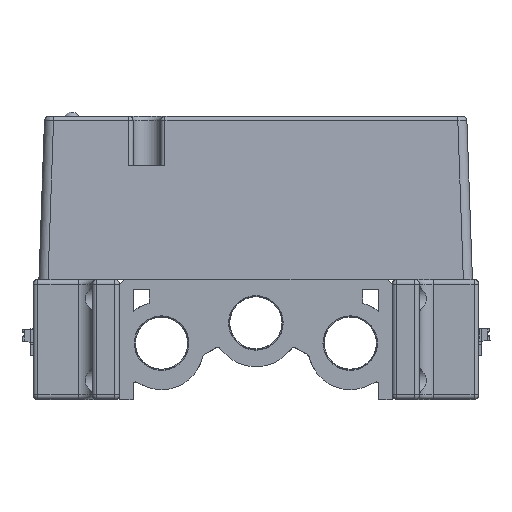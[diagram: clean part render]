
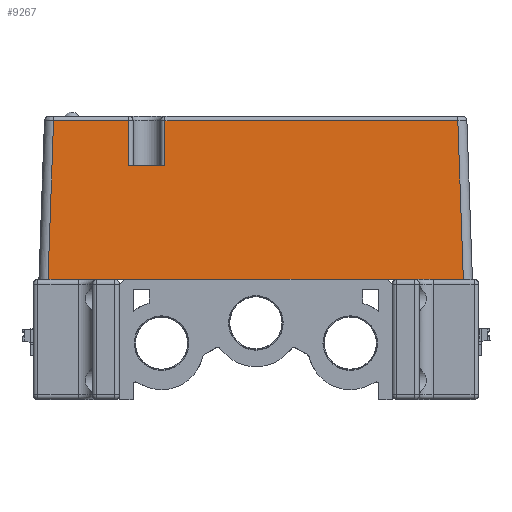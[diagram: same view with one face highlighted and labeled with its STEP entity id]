
A CAD part, front view. The second image highlights one B-rep face of the part: STEP entity #9267.
In plain terms, the highlighted planar face has unit normal (0, -0.999, 0.035).
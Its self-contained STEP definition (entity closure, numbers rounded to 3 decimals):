
#2752=FACE_OUTER_BOUND('',#25909,.T.);
#9267=ADVANCED_FACE('',(#2752),#15907,.T.);
#15907=PLANE('',#136189);
#25909=EDGE_LOOP('',(#35902,#35903,#35904,#35905,#35906,#35907,#35908,#35909,
#35910,#35911));
#35902=ORIENTED_EDGE('',*,*,#86883,.T.);
#35903=ORIENTED_EDGE('',*,*,#86884,.T.);
#35904=ORIENTED_EDGE('',*,*,#86885,.T.);
#35905=ORIENTED_EDGE('',*,*,#86886,.F.);
#35906=ORIENTED_EDGE('',*,*,#86887,.T.);
#35907=ORIENTED_EDGE('',*,*,#86888,.T.);
#35908=ORIENTED_EDGE('',*,*,#86889,.T.);
#35909=ORIENTED_EDGE('',*,*,#86414,.T.);
#35910=ORIENTED_EDGE('',*,*,#86336,.T.);
#35911=ORIENTED_EDGE('',*,*,#86890,.T.);
#73310=VERTEX_POINT('',#184808);
#73311=VERTEX_POINT('',#184810);
#73372=VERTEX_POINT('',#184966);
#73739=VERTEX_POINT('',#186282);
#73740=VERTEX_POINT('',#186283);
#73741=VERTEX_POINT('',#186285);
#73742=VERTEX_POINT('',#186287);
#73743=VERTEX_POINT('',#186289);
#73744=VERTEX_POINT('',#186291);
#73745=VERTEX_POINT('',#186293);
#86336=EDGE_CURVE('',#73311,#73310,#105462,.T.);
#86414=EDGE_CURVE('',#73372,#73311,#105524,.T.);
#86883=EDGE_CURVE('',#73739,#73740,#105832,.T.);
#86884=EDGE_CURVE('',#73740,#73741,#105833,.T.);
#86885=EDGE_CURVE('',#73741,#73742,#105834,.T.);
#86886=EDGE_CURVE('',#73743,#73742,#105835,.T.);
#86887=EDGE_CURVE('',#73743,#73744,#105836,.T.);
#86888=EDGE_CURVE('',#73744,#73745,#105837,.T.);
#86889=EDGE_CURVE('',#73745,#73372,#105838,.T.);
#86890=EDGE_CURVE('',#73310,#73739,#105839,.T.);
#105462=LINE('',#184809,#120524);
#105524=LINE('',#184965,#120586);
#105832=LINE('',#186281,#120894);
#105833=LINE('',#186284,#120895);
#105834=LINE('',#186286,#120896);
#105835=LINE('',#186288,#120897);
#105836=LINE('',#186290,#120898);
#105837=LINE('',#186292,#120899);
#105838=LINE('',#186294,#120900);
#105839=LINE('',#186295,#120901);
#120524=VECTOR('',#147030,1.);
#120586=VECTOR('',#147158,1.);
#120894=VECTOR('',#147968,1.);
#120895=VECTOR('',#147969,1.);
#120896=VECTOR('',#147970,1.);
#120897=VECTOR('',#147971,1.);
#120898=VECTOR('',#147972,1.);
#120899=VECTOR('',#147973,1.);
#120900=VECTOR('',#147974,1.);
#120901=VECTOR('',#147975,1.);
#136189=AXIS2_PLACEMENT_3D('',#186296,#147976,#147977);
#147030=DIRECTION('',(1.,0.,0.));
#147158=DIRECTION('',(1.,0.,0.));
#147968=DIRECTION('',(-0.035,0.035,0.999));
#147969=DIRECTION('',(-1.,0.,0.));
#147970=DIRECTION('',(0.,-0.035,-0.999));
#147971=DIRECTION('',(1.,0.,0.));
#147972=DIRECTION('',(0.,0.035,0.999));
#147973=DIRECTION('',(-1.,0.,0.));
#147974=DIRECTION('',(-0.035,-0.035,-0.999));
#147975=DIRECTION('',(1.,0.,0.));
#147976=DIRECTION('',(0.,-0.999,0.035));
#147977=DIRECTION('',(0.,0.035,0.999));
#184808=CARTESIAN_POINT('',(581.05,-1316.826,-0.1));
#184809=CARTESIAN_POINT('',(580.05,-1316.826,-0.1));
#184810=CARTESIAN_POINT('',(519.05,-1316.826,-0.1));
#184965=CARTESIAN_POINT('',(580.05,-1316.826,-0.1));
#184966=CARTESIAN_POINT('',(504.313,-1316.826,-0.1));
#186281=CARTESIAN_POINT('',(595.944,-1317.083,-7.463));
#186282=CARTESIAN_POINT('',(595.687,-1316.826,-0.1));
#186283=CARTESIAN_POINT('',(594.467,-1315.606,34.835));
#186284=CARTESIAN_POINT('',(530.05,-1315.606,34.835));
#186285=CARTESIAN_POINT('',(530.05,-1315.606,34.835));
#186286=CARTESIAN_POINT('',(530.05,-1315.953,24.9));
#186287=CARTESIAN_POINT('',(530.05,-1315.953,24.9));
#186288=CARTESIAN_POINT('',(526.05,-1315.953,24.9));
#186289=CARTESIAN_POINT('',(522.05,-1315.953,24.9));
#186290=CARTESIAN_POINT('',(522.05,-1315.606,34.835));
#186291=CARTESIAN_POINT('',(522.05,-1315.606,34.835));
#186292=CARTESIAN_POINT('',(504.567,-1315.606,34.835));
#186293=CARTESIAN_POINT('',(505.533,-1315.606,34.835));
#186294=CARTESIAN_POINT('',(504.056,-1317.083,-7.463));
#186295=CARTESIAN_POINT('',(580.05,-1316.826,-0.1));
#186296=CARTESIAN_POINT('',(550.,-1317.141,-9.1));
